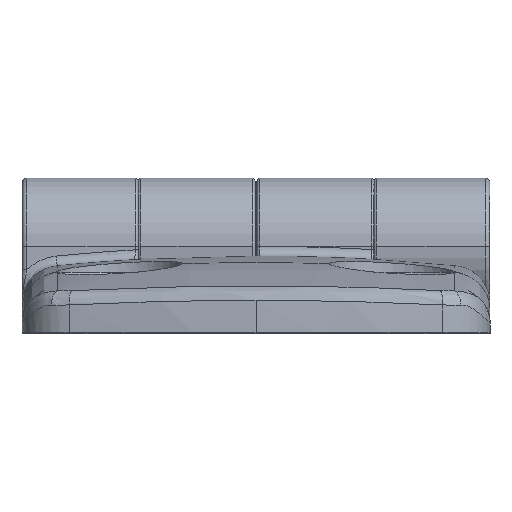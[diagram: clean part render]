
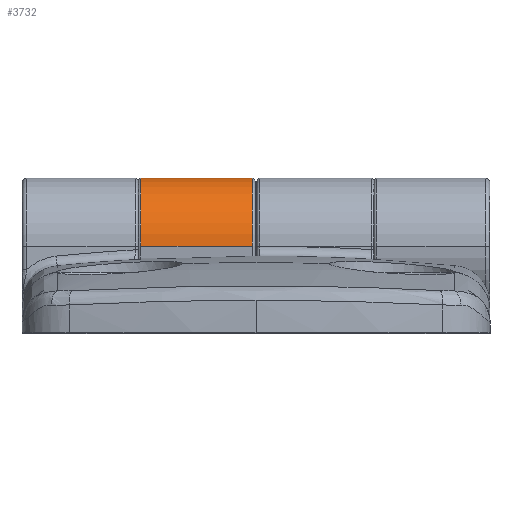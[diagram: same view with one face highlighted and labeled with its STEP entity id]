
A CAD part, top view. The second image highlights one B-rep face of the part: STEP entity #3732.
In plain terms, the highlighted cylindrical face has radius 7 mm (diameter 14 mm), a partial arc.
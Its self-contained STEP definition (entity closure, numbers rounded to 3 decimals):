
#294 = EDGE_LOOP ( 'NONE', ( #1007, #1008, #1009, #1010 ) ) ;
#1007 = ORIENTED_EDGE ( 'NONE', *, *, #3593, .F. ) ;
#1008 = ORIENTED_EDGE ( 'NONE', *, *, #3696, .T. ) ;
#1009 = ORIENTED_EDGE ( 'NONE', *, *, #3690, .T. ) ;
#1010 = ORIENTED_EDGE ( 'NONE', *, *, #3698, .T. ) ;
#1854 = AXIS2_PLACEMENT_3D ( 'NONE', #1999, #1994, #2093 ) ;
#1873 = AXIS2_PLACEMENT_3D ( 'NONE', #2529, #2525, #2500 ) ;
#1875 = AXIS2_PLACEMENT_3D ( 'NONE', #2538, #2537, #2535 ) ;
#1939 = CARTESIAN_POINT ( 'NONE',  ( -0.4, 8.9, 7. ) ) ;
#1994 = DIRECTION ( 'NONE',  ( -1., 0., 0. ) ) ;
#1999 = CARTESIAN_POINT ( 'NONE',  ( 24., 8.9, 0. ) ) ;
#2093 = DIRECTION ( 'NONE',  ( 0., 0., 1. ) ) ;
#2500 = DIRECTION ( 'NONE',  ( 0., 0., -1. ) ) ;
#2525 = DIRECTION ( 'NONE',  ( 1., 0., 0. ) ) ;
#2529 = CARTESIAN_POINT ( 'NONE',  ( -11.8, 8.9, 0. ) ) ;
#2535 = DIRECTION ( 'NONE',  ( 0., 0., -1. ) ) ;
#2537 = DIRECTION ( 'NONE',  ( -1., 0., 0. ) ) ;
#2538 = CARTESIAN_POINT ( 'NONE',  ( -0.4, 8.9, 0. ) ) ;
#2542 = CARTESIAN_POINT ( 'NONE',  ( 24., 8.9, -7. ) ) ;
#2577 = DIRECTION ( 'NONE',  ( -1., 0., 0. ) ) ;
#2696 = CARTESIAN_POINT ( 'NONE',  ( -11.8, 8.9, 7. ) ) ;
#2700 = CARTESIAN_POINT ( 'NONE',  ( -0.4, 8.9, -7. ) ) ;
#2715 = CARTESIAN_POINT ( 'NONE',  ( -11.8, 8.9, -7. ) ) ;
#2758 = CYLINDRICAL_SURFACE ( 'NONE', #1854, 7. ) ;
#2759 = FACE_OUTER_BOUND ( 'NONE', #294, .T. ) ;
#2805 = CIRCLE ( 'NONE', #1873, 7. ) ;
#2808 = CIRCLE ( 'NONE', #1875, 7. ) ;
#2819 = VECTOR ( 'NONE', #2577, 1000. ) ;
#2822 = LINE ( 'NONE', #2542, #2819 ) ;
#2938 = VECTOR ( 'NONE', #4226, 1000. ) ;
#2940 = LINE ( 'NONE', #4192, #2938 ) ;
#3593 = EDGE_CURVE ( 'NONE', #3756, #3836, #2940, .T. ) ;
#3690 = EDGE_CURVE ( 'NONE', #3811, #3842, #2822, .T. ) ;
#3696 = EDGE_CURVE ( 'NONE', #3756, #3811, #2808, .T. ) ;
#3698 = EDGE_CURVE ( 'NONE', #3842, #3836, #2805, .T. ) ;
#3732 = ADVANCED_FACE ( 'NONE', ( #2759 ), #2758, .T. ) ;
#3756 = VERTEX_POINT ( 'NONE', #1939 ) ;
#3811 = VERTEX_POINT ( 'NONE', #2700 ) ;
#3836 = VERTEX_POINT ( 'NONE', #2696 ) ;
#3842 = VERTEX_POINT ( 'NONE', #2715 ) ;
#4192 = CARTESIAN_POINT ( 'NONE',  ( 24., 8.9, 7. ) ) ;
#4226 = DIRECTION ( 'NONE',  ( -1., 0., 0. ) ) ;
